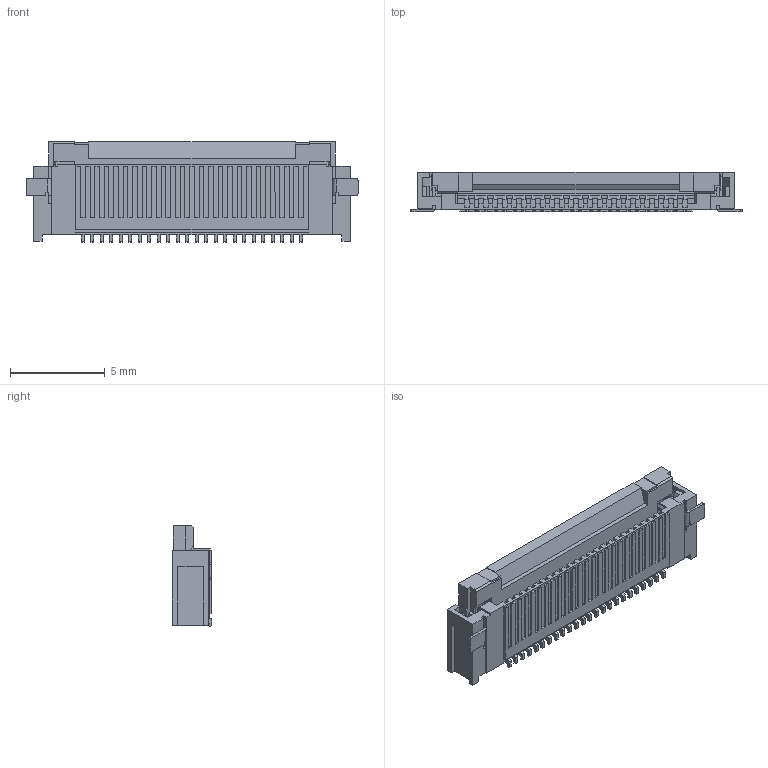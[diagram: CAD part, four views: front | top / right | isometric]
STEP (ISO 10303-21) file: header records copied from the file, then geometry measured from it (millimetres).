
FILE_DESCRIPTION (( 'STEP AP214' ), '1' );
FILE_NAME ('5051102491.STEP', '2023-03-17T06:11:48', ( '' ), ( '' ), 'SwSTEP 2.0', 'SolidWorks 2017', '' );
FILE_SCHEMA (( 'AUTOMOTIVE_DESIGN' ));
Length unit declared in the file: millimetre
Products named in the file (2): 5051102491_5051102491; 5051102491
Assembly tree (1 placements, depth 2):
  5051102491
    5051102491_5051102491
Bounding box: 17.5 x 2.1 x 5.3 mm (x, y, z)
Volume: 112.2 mm3; surface area: 472.2 mm2
Topology: 100 solids, 100 shells, 1503 faces, 3893 edges, 2590 vertices
Faces by surface type: plane 1428, cylinder 75
Entity records: 45974 total; most frequent: CARTESIAN_POINT 8000, ORIENTED_EDGE 7786, DIRECTION 7057, EDGE_CURVE 3893, VECTOR 3739, LINE 3739, VERTEX_POINT 2590, AXIS2_PLACEMENT_3D 1659
